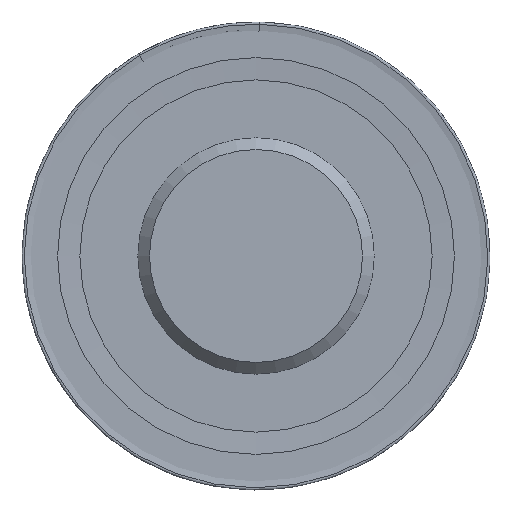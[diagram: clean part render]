
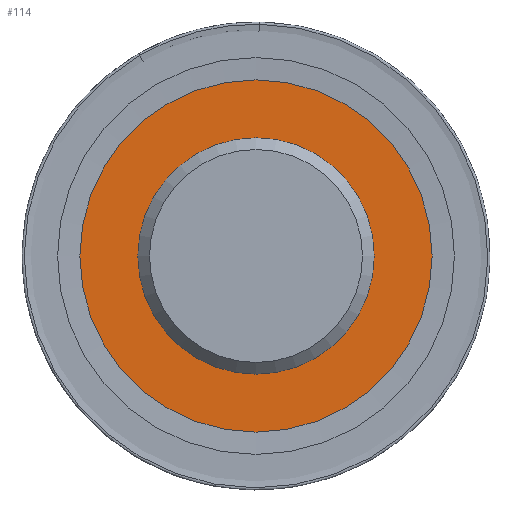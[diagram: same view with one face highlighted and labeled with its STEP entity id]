
A CAD part, left-side view. The second image highlights one B-rep face of the part: STEP entity #114.
In plain terms, the highlighted planar face has unit normal (-1, 0, 0).
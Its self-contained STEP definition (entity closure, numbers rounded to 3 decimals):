
#38=PLANE('',#603);
#51=FACE_BOUND('',#204,.T.);
#52=FACE_BOUND('',#205,.T.);
#114=ADVANCED_FACE('',(#51,#52),#38,.F.);
#204=EDGE_LOOP('',(#372));
#205=EDGE_LOOP('',(#373));
#372=ORIENTED_EDGE('',*,*,#494,.F.);
#373=ORIENTED_EDGE('',*,*,#493,.T.);
#425=VERTEX_POINT('',#1218);
#426=VERTEX_POINT('',#1221);
#493=EDGE_CURVE('',#425,#425,#545,.T.);
#494=EDGE_CURVE('',#426,#426,#546,.T.);
#545=CIRCLE('',#600,37.63);
#546=CIRCLE('',#602,25.25);
#600=AXIS2_PLACEMENT_3D('',#1217,#728,#729);
#602=AXIS2_PLACEMENT_3D('',#1220,#732,#733);
#603=AXIS2_PLACEMENT_3D('',#1222,#734,#735);
#728=DIRECTION('',(-1.,0.,0.));
#729=DIRECTION('',(0.,0.,1.));
#732=DIRECTION('',(-1.,0.,0.));
#733=DIRECTION('',(0.,0.,1.));
#734=DIRECTION('',(1.,0.,0.));
#735=DIRECTION('',(0.,0.,-1.));
#1217=CARTESIAN_POINT('',(0.5,0.,0.));
#1218=CARTESIAN_POINT('',(0.5,0.,37.63));
#1220=CARTESIAN_POINT('',(0.5,0.,0.));
#1221=CARTESIAN_POINT('',(0.5,0.,25.25));
#1222=CARTESIAN_POINT('',(0.5,37.63,0.));
